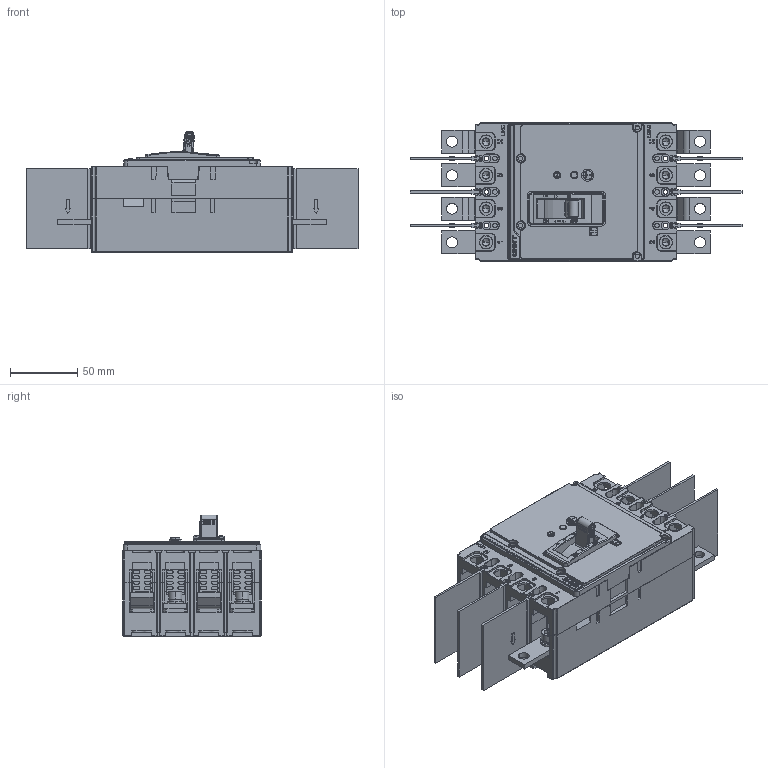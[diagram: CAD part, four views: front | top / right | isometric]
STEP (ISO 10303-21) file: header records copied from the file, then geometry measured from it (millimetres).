
FILE_DESCRIPTION(/* description */ (''),/* implementation_level */ '2;1');
FILE_NAME(/* name */ 'NXMLE-125S-4P.stp',/* time_stamp */ '2017-05-09T14:40:36+08:00',/* author */ (''),/* organization */ (''),/* preprocessor_version */ 'ST-DEVELOPER v11',/* originating_system */ 'SIEMENS PLM Software NX 7.5',/* authorisation */ '');
FILE_SCHEMA (('CONFIG_CONTROL_DESIGN'));
Products named in the file (77): NXMLE-125S-4P-JIZUO_id898_x_t; NXMLE-125-4P-Z-GAI_id894_x_t; ANNIU_id798_x_t; 8-253-709_id770_x_t; NXMLE-125-4P-S-GAI_id762_x_t; INM-125-S-GAI-ANNIU_id758_x_t; LOGO-CHINT-4P_id754_x_t; NXM-125-SHOUBIN_id750_x_t; NXMLE-125S-4P-JYFB_id746_x_t; 8-253-674_id742_x_t; INM-125-4P-N-LJB_SOLID_1_id738_x_t; 125LIANJIEPAIXIN__SOLID_1_id722_x_t; 125LIANJIEPAIXIN__SOLID_1_id714_x_t; 125LIANJIEPAIXIN__SOLID_1_id706_x_t; 125LIANJIEPAIXIN__SOLID_1_id698_x_t; INM-125S-GB_id690_x_t; INM-125S-GB_id686_x_t; INM-125S-GB_id682_x_t; INM-125S-GB_id678_x_t; JINGCHUTOU_SOLID_1_id638_x_t; JINGCHUTOU_SOLID_1_id622_x_t; JINGCHUTOU_SOLID_1_id606_x_t; INM-125S-CXGB_id346_x_t; INM-125S-CXGB_id342_x_t; INM-125S-CXGB_id338_x_t; INM-125S-CXGB_id334_x_t; INM-125S-NMKZ_id330_x_t; INM-125S-NMKZ_id326_x_t; INM-125S-NMKZ_id322_x_t; INM-125S-NMKZ_id318_x_t; 8ZTD-585-1308_id306_x_t; 8ZTD-585-1308_id302_x_t; 8ZTD-585-1309_id298_x_t; 8ZTD-585-1309_id294_x_t; 8ZTD-585-1309_id290_x_t; 8ZTD-585-1309_id286_x_t; 8ZTD-585-1308_id282_x_t; 8ZTD-585-1308_id278_x_t; M6X16-70_SOLID_1_id274_x_t; D6-93_id266_x_t ...
Assembly tree (76 placements, depth 2):
  nxmle-125s-4p_x_t
    INM-125JYSZ_id94_x_t
    INM-125JYSZ_id98_x_t
    INM-125JYSZ_id102_x_t
    INM-125JYSZ_id106_x_t
    INM-125JYSZ_id110_x_t
    INM-125JYSZ_id114_x_t
    INM-125JYSZ_id118_x_t
    INM-125JYSZ_id122_x_t
    INM-125S-HEIPI_id126_x_t
    INM-125S-HEIPI_id130_x_t
    INM-125S-HEIPI_id134_x_t
    INM-125S-HEIPI_id138_x_t
    INM-125S-HEIPI_id142_x_t
    INM-125S-HEIPI_id146_x_t
    D6-97_id150_x_t
    D6-93_id154_x_t
    M6X16-70_SOLID_1_id162_x_t
    D6-97_id166_x_t
    D6-93_id170_x_t
    M6X16-70_SOLID_1_id178_x_t
    D6-97_id182_x_t
    D6-93_id186_x_t
    M6X16-70_SOLID_1_id194_x_t
    D6-97_id198_x_t
    D6-93_id202_x_t
    M6X16-70_SOLID_1_id210_x_t
    D6-97_id214_x_t
    D6-93_id218_x_t
    M6X16-70_SOLID_1_id226_x_t
    D6-97_id230_x_t
    D6-93_id234_x_t
    M6X16-70_SOLID_1_id242_x_t
    D6-97_id246_x_t
    D6-93_id250_x_t
    M6X16-70_SOLID_1_id258_x_t
    D6-97_id262_x_t
    D6-93_id266_x_t
    M6X16-70_SOLID_1_id274_x_t
    8ZTD-585-1308_id278_x_t
    8ZTD-585-1308_id282_x_t
    8ZTD-585-1309_id286_x_t
    8ZTD-585-1309_id290_x_t
    8ZTD-585-1309_id294_x_t
    8ZTD-585-1309_id298_x_t
    8ZTD-585-1308_id302_x_t
    8ZTD-585-1308_id306_x_t
    INM-125S-NMKZ_id318_x_t
    INM-125S-NMKZ_id322_x_t
    INM-125S-NMKZ_id326_x_t
    INM-125S-NMKZ_id330_x_t
    INM-125S-CXGB_id334_x_t
    INM-125S-CXGB_id338_x_t
    INM-125S-CXGB_id342_x_t
    INM-125S-CXGB_id346_x_t
    JINGCHUTOU_SOLID_1_id606_x_t
    JINGCHUTOU_SOLID_1_id622_x_t
    JINGCHUTOU_SOLID_1_id638_x_t
    INM-125S-GB_id678_x_t
    INM-125S-GB_id682_x_t
Bounding box: 247.6 x 103 x 90.95 mm (x, y, z)
Volume: 909608.7 mm3; surface area: 277287.8 mm2
Topology: 76 solids, 78 shells, 5110 faces, 13383 edges, 8599 vertices
Faces by surface type: plane 2911, cylinder 1461, extrusion 239, cone 207, torus 144, sphere 81, bspline 67
Full cylindrical faces by diameter (mm): 7 x1, 8 x2
Entity records: 169980 total; most frequent: CARTESIAN_POINT 35036, ORIENTED_EDGE 26706, DIRECTION 25342, EDGE_CURVE 13353, VECTOR 9044, LINE 8805, VERTEX_POINT 8604, AXIS2_PLACEMENT_3D 8149
